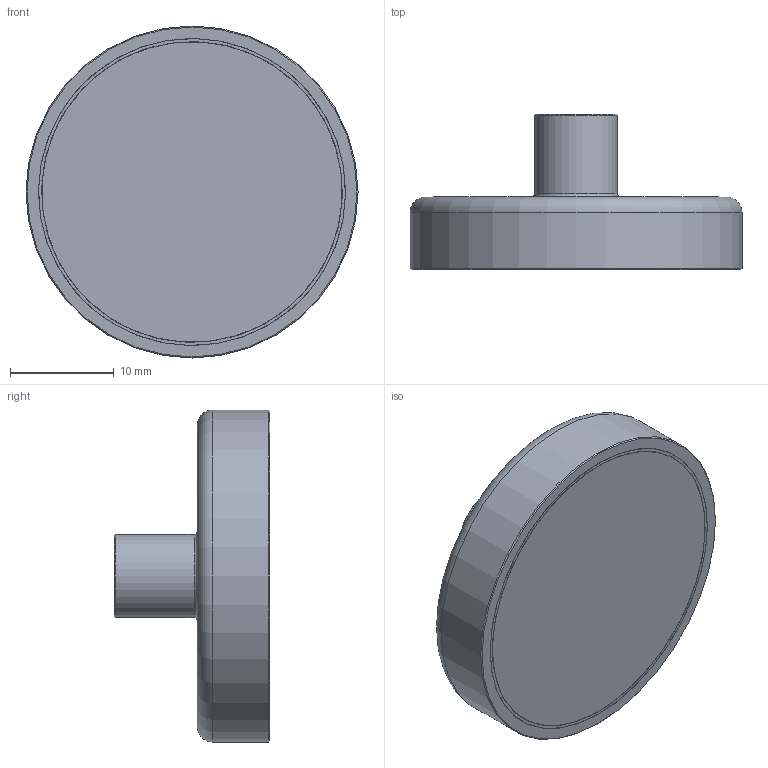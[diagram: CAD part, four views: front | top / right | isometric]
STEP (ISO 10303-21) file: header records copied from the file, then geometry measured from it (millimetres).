
FILE_DESCRIPTION(/* description */ (''),/* implementation_level */ '2;1');
FILE_NAME(/* name */ 'GM16506.stp',/* time_stamp */ '2019-09-25T09:58:39+02:00',/* author */ ('PV'),/* organization */ (''),/* preprocessor_version */ 'ST-DEVELOPER v17.2',/* originating_system */ 'Autodesk Inventor 2019',/* authorisation */ '');
FILE_SCHEMA (('AUTOMOTIVE_DESIGN { 1 0 10303 214 3 1 1 }'));
Length unit declared in the file: millimetre
Products named in the file (4): GM16506; E0122956; E0122958; E0122957
Assembly tree (3 placements, depth 2):
  GM16506
    E0122956
    E0122958
    E0122957
Bounding box: 32 x 15 x 32 mm (x, y, z)
Volume: 5911.5 mm3; surface area: 5718.3 mm2
Topology: 3 solids, 3 shells, 21 faces, 46 edges, 33 vertices
Faces by surface type: plane 8, cylinder 7, torus 4, cone 2
Full cylindrical faces by diameter (mm): 3.3 x1, 8 x1, 29 x2, 29.6 x2, 32 x1
Entity records: 763 total; most frequent: DIRECTION 139, CARTESIAN_POINT 107, ORIENTED_EDGE 92, AXIS2_PLACEMENT_3D 65, EDGE_CURVE 46, CIRCLE 37, VERTEX_POINT 33, EDGE_LOOP 25
